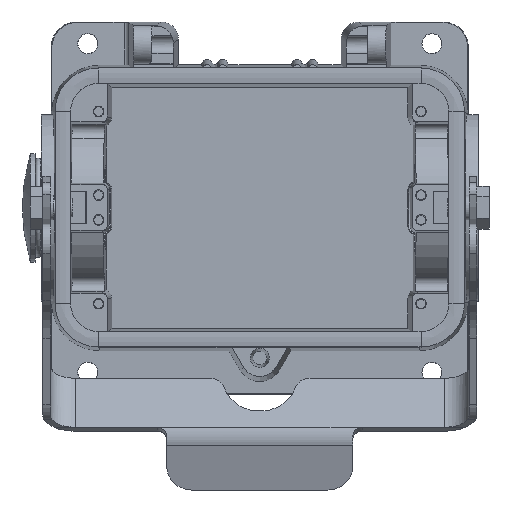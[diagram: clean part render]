
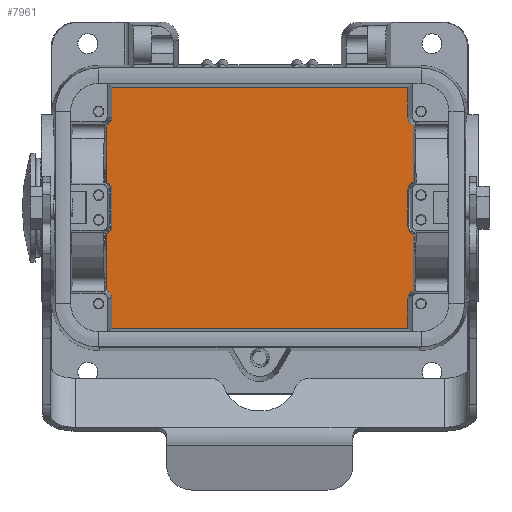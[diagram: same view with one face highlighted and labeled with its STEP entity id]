
A CAD part, top view. The second image highlights one B-rep face of the part: STEP entity #7961.
In plain terms, the highlighted planar face has unit normal (0, 0, 1).
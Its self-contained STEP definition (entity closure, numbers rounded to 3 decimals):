
#5462=CARTESIAN_POINT('',(-47.795,-5.9,-81.9));
#5463=VERTEX_POINT('',#5462);
#5470=CARTESIAN_POINT('',(-47.795,5.9,-81.9));
#5471=VERTEX_POINT('',#5470);
#5472=CARTESIAN_POINT('',(-47.795,5.9,-81.9));
#5473=DIRECTION('',(0.0,-1.0,0.0));
#5474=VECTOR('',#5473,11.8);
#5475=LINE('',#5472,#5474);
#5476=EDGE_CURVE('',#5471,#5463,#5475,.T.);
#5564=CARTESIAN_POINT('',(-49.496,8.559,-81.9));
#5565=VERTEX_POINT('',#5564);
#5566=CARTESIAN_POINT('',(-50.725,5.9,-81.9));
#5567=DIRECTION('',(0.0,0.0,-1.0));
#5568=DIRECTION('',(1.0,0.0,0.0));
#5569=AXIS2_PLACEMENT_3D('',#5566,#5567,#5568);
#5570=CIRCLE('',#5569,2.93);
#5571=EDGE_CURVE('',#5565,#5471,#5570,.T.);
#5661=CARTESIAN_POINT('',(47.795,5.9,-81.9));
#5662=VERTEX_POINT('',#5661);
#5669=CARTESIAN_POINT('',(47.795,-5.9,-81.9));
#5670=VERTEX_POINT('',#5669);
#5671=CARTESIAN_POINT('',(47.795,5.9,-81.9));
#5672=DIRECTION('',(0.0,-1.0,0.0));
#5673=VECTOR('',#5672,11.8);
#5674=LINE('',#5671,#5673);
#5675=EDGE_CURVE('',#5662,#5670,#5674,.T.);
#5747=CARTESIAN_POINT('',(49.496,8.559,-81.9));
#5748=VERTEX_POINT('',#5747);
#5756=CARTESIAN_POINT('',(50.725,5.9,-81.9));
#5757=DIRECTION('',(0.0,0.0,1.0));
#5758=DIRECTION('',(1.0,0.0,0.0));
#5759=AXIS2_PLACEMENT_3D('',#5756,#5757,#5758);
#5760=CIRCLE('',#5759,2.93);
#5761=EDGE_CURVE('',#5748,#5662,#5760,.T.);
#5900=CARTESIAN_POINT('',(49.496,-8.559,-81.9));
#5901=VERTEX_POINT('',#5900);
#5902=CARTESIAN_POINT('',(50.725,-5.9,-81.9));
#5903=DIRECTION('',(0.0,0.0,-1.0));
#5904=DIRECTION('',(1.0,0.0,0.0));
#5905=AXIS2_PLACEMENT_3D('',#5902,#5903,#5904);
#5906=CIRCLE('',#5905,2.93);
#5907=EDGE_CURVE('',#5901,#5670,#5906,.T.);
#5932=CARTESIAN_POINT('',(49.496,-26.541,-81.9));
#5933=VERTEX_POINT('',#5932);
#5934=CARTESIAN_POINT('',(49.496,-26.541,-81.9));
#5935=DIRECTION('',(0.0,1.0,0.0));
#5936=VECTOR('',#5935,17.982);
#5937=LINE('',#5934,#5936);
#5938=EDGE_CURVE('',#5933,#5901,#5937,.T.);
#6015=CARTESIAN_POINT('',(49.496,26.541,-81.9));
#6016=VERTEX_POINT('',#6015);
#6023=CARTESIAN_POINT('',(49.496,8.559,-81.9));
#6024=DIRECTION('',(0.0,1.0,0.0));
#6025=VECTOR('',#6024,17.982);
#6026=LINE('',#6023,#6025);
#6027=EDGE_CURVE('',#5748,#6016,#6026,.T.);
#6768=CARTESIAN_POINT('',(-47.795,-29.2,-81.9));
#6769=VERTEX_POINT('',#6768);
#6776=CARTESIAN_POINT('',(-49.496,-26.541,-81.9));
#6777=VERTEX_POINT('',#6776);
#6778=CARTESIAN_POINT('',(-50.725,-29.2,-81.9));
#6779=DIRECTION('',(0.0,0.0,-1.0));
#6780=DIRECTION('',(1.0,0.0,0.0));
#6781=AXIS2_PLACEMENT_3D('',#6778,#6779,#6780);
#6782=CIRCLE('',#6781,2.93);
#6783=EDGE_CURVE('',#6777,#6769,#6782,.T.);
#6799=CARTESIAN_POINT('',(-47.795,29.2,-81.9));
#6800=VERTEX_POINT('',#6799);
#6809=CARTESIAN_POINT('',(-49.496,26.541,-81.9));
#6810=VERTEX_POINT('',#6809);
#6817=CARTESIAN_POINT('',(-50.725,29.2,-81.9));
#6818=DIRECTION('',(0.0,0.0,1.0));
#6819=DIRECTION('',(1.0,0.0,0.0));
#6820=AXIS2_PLACEMENT_3D('',#6817,#6818,#6819);
#6821=CIRCLE('',#6820,2.93);
#6822=EDGE_CURVE('',#6810,#6800,#6821,.T.);
#7862=CARTESIAN_POINT('',(0.0,0.0,-81.9));
#7863=DIRECTION('',(0.0,0.0,1.0));
#7864=DIRECTION('',(1.0,0.0,0.0));
#7865=AXIS2_PLACEMENT_3D('',#7862,#7863,#7864);
#7866=PLANE('',#7865);
#7867=ORIENTED_EDGE('',*,*,#5571,.T.);
#7868=ORIENTED_EDGE('',*,*,#5476,.T.);
#7869=CARTESIAN_POINT('',(-49.496,-8.559,-81.9));
#7870=VERTEX_POINT('',#7869);
#7871=CARTESIAN_POINT('',(-50.725,-5.9,-81.9));
#7872=DIRECTION('',(0.0,0.0,-1.0));
#7873=DIRECTION('',(1.0,0.0,0.0));
#7874=AXIS2_PLACEMENT_3D('',#7871,#7872,#7873);
#7875=CIRCLE('',#7874,2.93);
#7876=EDGE_CURVE('',#5463,#7870,#7875,.T.);
#7877=ORIENTED_EDGE('',*,*,#7876,.T.);
#7878=CARTESIAN_POINT('',(-49.496,-8.559,-81.9));
#7879=DIRECTION('',(0.0,-1.0,0.0));
#7880=VECTOR('',#7879,17.982);
#7881=LINE('',#7878,#7880);
#7882=EDGE_CURVE('',#7870,#6777,#7881,.T.);
#7883=ORIENTED_EDGE('',*,*,#7882,.T.);
#7884=ORIENTED_EDGE('',*,*,#6783,.T.);
#7885=CARTESIAN_POINT('',(-47.795,-38.871,-81.9));
#7886=VERTEX_POINT('',#7885);
#7887=CARTESIAN_POINT('',(-47.795,-29.2,-81.9));
#7888=DIRECTION('',(0.0,-1.0,0.0));
#7889=VECTOR('',#7888,9.671);
#7890=LINE('',#7887,#7889);
#7891=EDGE_CURVE('',#6769,#7886,#7890,.T.);
#7892=ORIENTED_EDGE('',*,*,#7891,.T.);
#7893=CARTESIAN_POINT('',(47.795,-38.871,-81.9));
#7894=VERTEX_POINT('',#7893);
#7895=CARTESIAN_POINT('',(47.795,-38.871,-81.9));
#7896=DIRECTION('',(-1.0,0.0,0.0));
#7897=VECTOR('',#7896,95.591);
#7898=LINE('',#7895,#7897);
#7899=EDGE_CURVE('',#7894,#7886,#7898,.T.);
#7900=ORIENTED_EDGE('',*,*,#7899,.F.);
#7901=CARTESIAN_POINT('',(47.795,-29.2,-81.9));
#7902=VERTEX_POINT('',#7901);
#7903=CARTESIAN_POINT('',(47.795,-29.2,-81.9));
#7904=DIRECTION('',(0.0,-1.0,0.0));
#7905=VECTOR('',#7904,9.671);
#7906=LINE('',#7903,#7905);
#7907=EDGE_CURVE('',#7902,#7894,#7906,.T.);
#7908=ORIENTED_EDGE('',*,*,#7907,.F.);
#7909=CARTESIAN_POINT('',(50.725,-29.2,-81.9));
#7910=DIRECTION('',(0.0,0.0,-1.0));
#7911=DIRECTION('',(1.0,0.0,0.0));
#7912=AXIS2_PLACEMENT_3D('',#7909,#7910,#7911);
#7913=CIRCLE('',#7912,2.93);
#7914=EDGE_CURVE('',#7902,#5933,#7913,.T.);
#7915=ORIENTED_EDGE('',*,*,#7914,.T.);
#7916=ORIENTED_EDGE('',*,*,#5938,.T.);
#7917=ORIENTED_EDGE('',*,*,#5907,.T.);
#7918=ORIENTED_EDGE('',*,*,#5675,.F.);
#7919=ORIENTED_EDGE('',*,*,#5761,.F.);
#7920=ORIENTED_EDGE('',*,*,#6027,.T.);
#7921=CARTESIAN_POINT('',(47.795,29.2,-81.9));
#7922=VERTEX_POINT('',#7921);
#7923=CARTESIAN_POINT('',(50.725,29.2,-81.9));
#7924=DIRECTION('',(0.0,0.0,1.0));
#7925=DIRECTION('',(1.0,0.0,0.0));
#7926=AXIS2_PLACEMENT_3D('',#7923,#7924,#7925);
#7927=CIRCLE('',#7926,2.93);
#7928=EDGE_CURVE('',#7922,#6016,#7927,.T.);
#7929=ORIENTED_EDGE('',*,*,#7928,.F.);
#7930=CARTESIAN_POINT('',(47.795,38.871,-81.9));
#7931=VERTEX_POINT('',#7930);
#7932=CARTESIAN_POINT('',(47.795,29.2,-81.9));
#7933=DIRECTION('',(0.0,1.0,0.0));
#7934=VECTOR('',#7933,9.671);
#7935=LINE('',#7932,#7934);
#7936=EDGE_CURVE('',#7922,#7931,#7935,.T.);
#7937=ORIENTED_EDGE('',*,*,#7936,.T.);
#7938=CARTESIAN_POINT('',(-47.795,38.871,-81.9));
#7939=VERTEX_POINT('',#7938);
#7940=CARTESIAN_POINT('',(-47.795,38.871,-81.9));
#7941=DIRECTION('',(1.0,0.0,0.0));
#7942=VECTOR('',#7941,95.591);
#7943=LINE('',#7940,#7942);
#7944=EDGE_CURVE('',#7939,#7931,#7943,.T.);
#7945=ORIENTED_EDGE('',*,*,#7944,.F.);
#7946=CARTESIAN_POINT('',(-47.795,29.2,-81.9));
#7947=DIRECTION('',(0.0,1.0,0.0));
#7948=VECTOR('',#7947,9.671);
#7949=LINE('',#7946,#7948);
#7950=EDGE_CURVE('',#6800,#7939,#7949,.T.);
#7951=ORIENTED_EDGE('',*,*,#7950,.F.);
#7952=ORIENTED_EDGE('',*,*,#6822,.F.);
#7953=CARTESIAN_POINT('',(-49.496,26.541,-81.9));
#7954=DIRECTION('',(0.0,-1.0,0.0));
#7955=VECTOR('',#7954,17.982);
#7956=LINE('',#7953,#7955);
#7957=EDGE_CURVE('',#6810,#5565,#7956,.T.);
#7958=ORIENTED_EDGE('',*,*,#7957,.T.);
#7959=EDGE_LOOP('',(#7867,#7868,#7877,#7883,#7884,#7892,#7900,#7908,#7915,#7916,#7917,#7918,#7919,#7920,#7929,#7937,#7945,#7951,#7952,#7958));
#7960=FACE_OUTER_BOUND('',#7959,.T.);
#7961=ADVANCED_FACE('',(#7960),#7866,.T.);
